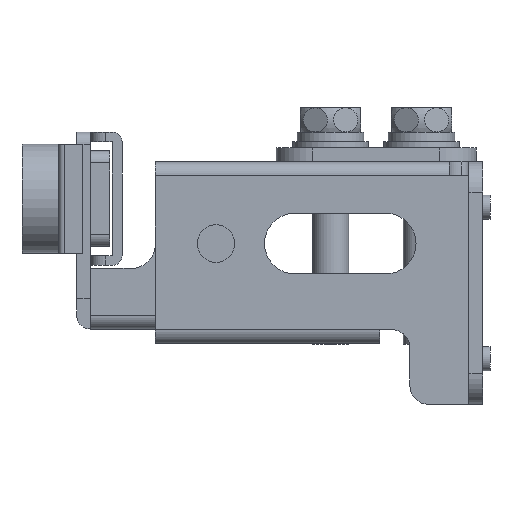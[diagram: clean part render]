
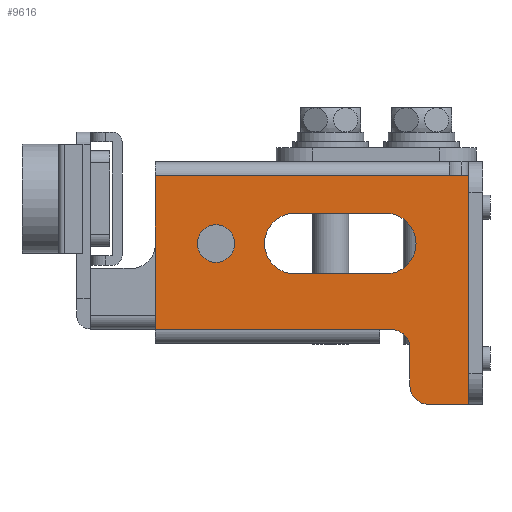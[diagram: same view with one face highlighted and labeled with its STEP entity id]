
A CAD part, left-side view. The second image highlights one B-rep face of the part: STEP entity #9616.
In plain terms, the highlighted planar face has unit normal (-1, 0, 0).
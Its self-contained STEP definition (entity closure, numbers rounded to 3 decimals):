
#102 = AXIS2_PLACEMENT_3D ( 'NONE', #4797, #4798, #4801 ) ;
#454 = EDGE_CURVE ( 'NONE', #6966, #6932, #4072, .T. ) ;
#456 = EDGE_CURVE ( 'NONE', #6970, #6968, #4078, .T. ) ;
#459 = EDGE_CURVE ( 'NONE', #6964, #6958, #1300, .T. ) ;
#464 = EDGE_CURVE ( 'NONE', #6970, #6972, #4102, .T. ) ;
#465 = EDGE_CURVE ( 'NONE', #6974, #6926, #1303, .T. ) ;
#466 = EDGE_CURVE ( 'NONE', #6962, #6964, #4108, .T. ) ;
#467 = EDGE_CURVE ( 'NONE', #6968, #6966, #4111, .T. ) ;
#469 = EDGE_CURVE ( 'NONE', #6958, #6960, #4117, .T. ) ;
#470 = EDGE_CURVE ( 'NONE', #6972, #6974, #4120, .T. ) ;
#531 = EDGE_CURVE ( 'NONE', #6796, #6798, #1319, .T. ) ;
#575 = EDGE_CURVE ( 'NONE', #6924, #6926, #4445, .T. ) ;
#585 = EDGE_CURVE ( 'NONE', #6798, #6796, #1336, .T. ) ;
#614 = EDGE_CURVE ( 'NONE', #6934, #6932, #4562, .T. ) ;
#621 = EDGE_CURVE ( 'NONE', #6956, #6934, #4583, .T. ) ;
#659 = EDGE_CURVE ( 'NONE', #6960, #6962, #1366, .T. ) ;
#688 = EDGE_CURVE ( 'NONE', #6924, #6956, #1380, .T. ) ;
#1300 = CIRCLE ( 'NONE', #9215, 5. ) ;
#1303 = CIRCLE ( 'NONE', #9396, 3. ) ;
#1319 = CIRCLE ( 'NONE', #9223, 3.1 ) ;
#1336 = CIRCLE ( 'NONE', #9373, 3.1 ) ;
#1366 = CIRCLE ( 'NONE', #102, 5. ) ;
#1380 = CIRCLE ( 'NONE', #5547, 3. ) ;
#2584 = ORIENTED_EDGE ( 'NONE', *, *, #469, .T. ) ;
#2585 = ORIENTED_EDGE ( 'NONE', *, *, #585, .T. ) ;
#2586 = ORIENTED_EDGE ( 'NONE', *, *, #531, .T. ) ;
#2587 = ORIENTED_EDGE ( 'NONE', *, *, #466, .T. ) ;
#2588 = ORIENTED_EDGE ( 'NONE', *, *, #659, .T. ) ;
#2589 = ORIENTED_EDGE ( 'NONE', *, *, #459, .T. ) ;
#2590 = ORIENTED_EDGE ( 'NONE', *, *, #621, .T. ) ;
#2591 = ORIENTED_EDGE ( 'NONE', *, *, #688, .T. ) ;
#2592 = ORIENTED_EDGE ( 'NONE', *, *, #575, .F. ) ;
#2593 = ORIENTED_EDGE ( 'NONE', *, *, #454, .F. ) ;
#2594 = ORIENTED_EDGE ( 'NONE', *, *, #614, .T. ) ;
#2595 = ORIENTED_EDGE ( 'NONE', *, *, #456, .F. ) ;
#2596 = ORIENTED_EDGE ( 'NONE', *, *, #467, .F. ) ;
#2597 = ORIENTED_EDGE ( 'NONE', *, *, #464, .T. ) ;
#2598 = ORIENTED_EDGE ( 'NONE', *, *, #470, .T. ) ;
#2599 = ORIENTED_EDGE ( 'NONE', *, *, #465, .T. ) ;
#3629 = EDGE_LOOP ( 'NONE', ( #2585, #2586 ) ) ;
#3630 = EDGE_LOOP ( 'NONE', ( #2584, #2588, #2587, #2589 ) ) ;
#3631 = EDGE_LOOP ( 'NONE', ( #2592, #2591, #2590, #2594, #2593, #2596, #2595, #2597, #2598, #2599 ) ) ;
#4072 = LINE ( 'NONE', #4073, #9394 ) ;
#4073 = CARTESIAN_POINT ( 'NONE',  ( -15., 12., 17.7 ) ) ;
#4074 = DIRECTION ( 'NONE',  ( 0., -1., 0. ) ) ;
#4078 = LINE ( 'NONE', #4079, #9400 ) ;
#4079 = CARTESIAN_POINT ( 'NONE',  ( -15., 54., -7.7 ) ) ;
#4080 = DIRECTION ( 'NONE',  ( 0., 0., 1. ) ) ;
#4086 = CARTESIAN_POINT ( 'NONE',  ( -15., 16., 6.5 ) ) ;
#4087 = DIRECTION ( 'NONE',  ( 1., 0., 0. ) ) ;
#4088 = DIRECTION ( 'NONE',  ( 0., 0., -1. ) ) ;
#4098 = CARTESIAN_POINT ( 'NONE',  ( -15., 15., -10.7 ) ) ;
#4102 = LINE ( 'NONE', #4103, #9398 ) ;
#4103 = CARTESIAN_POINT ( 'NONE',  ( -15., 54., -7.7 ) ) ;
#4104 = DIRECTION ( 'NONE',  ( 0., -1., 0. ) ) ;
#4105 = DIRECTION ( 'NONE',  ( 1., 0., 0. ) ) ;
#4106 = DIRECTION ( 'NONE',  ( 0., 0., -1. ) ) ;
#4108 = LINE ( 'NONE', #4109, #9395 ) ;
#4109 = CARTESIAN_POINT ( 'NONE',  ( -15., 31., 11.5 ) ) ;
#4110 = DIRECTION ( 'NONE',  ( 0., -1., 0. ) ) ;
#4111 = LINE ( 'NONE', #4112, #9216 ) ;
#4112 = CARTESIAN_POINT ( 'NONE',  ( -15., 12., 17.7 ) ) ;
#4113 = DIRECTION ( 'NONE',  ( 0., -1., 0. ) ) ;
#4117 = LINE ( 'NONE', #4118, #9220 ) ;
#4118 = CARTESIAN_POINT ( 'NONE',  ( -15., 31., 1.5 ) ) ;
#4119 = DIRECTION ( 'NONE',  ( 0., 1., 0. ) ) ;
#4120 = LINE ( 'NONE', #4121, #9279 ) ;
#4121 = CARTESIAN_POINT ( 'NONE',  ( -15., 17., -7.7 ) ) ;
#4122 = DIRECTION ( 'NONE',  ( 0., -1., 0. ) ) ;
#4312 = CARTESIAN_POINT ( 'NONE',  ( -15., 44., 6.5 ) ) ;
#4313 = DIRECTION ( 'NONE',  ( 1., 0., 0. ) ) ;
#4314 = DIRECTION ( 'NONE',  ( 0., 0., -1. ) ) ;
#4445 = LINE ( 'NONE', #4446, #9280 ) ;
#4446 = CARTESIAN_POINT ( 'NONE',  ( -15., 12., -20. ) ) ;
#4447 = DIRECTION ( 'NONE',  ( 0., 0., 1. ) ) ;
#4468 = CARTESIAN_POINT ( 'NONE',  ( -15., 44., 6.5 ) ) ;
#4475 = DIRECTION ( 'NONE',  ( 1., 0., 0. ) ) ;
#4476 = DIRECTION ( 'NONE',  ( 0., 0., -1. ) ) ;
#4562 = LINE ( 'NONE', #4563, #9379 ) ;
#4563 = CARTESIAN_POINT ( 'NONE',  ( -15., 2.3, -20. ) ) ;
#4564 = DIRECTION ( 'NONE',  ( 0., 0., 1. ) ) ;
#4583 = LINE ( 'NONE', #4584, #9434 ) ;
#4584 = CARTESIAN_POINT ( 'NONE',  ( -15., 12., -20. ) ) ;
#4585 = DIRECTION ( 'NONE',  ( 0., -1., 0. ) ) ;
#4797 = CARTESIAN_POINT ( 'NONE',  ( -15., 31., 6.5 ) ) ;
#4798 = DIRECTION ( 'NONE',  ( 1., 0., 0. ) ) ;
#4801 = DIRECTION ( 'NONE',  ( 0., 0., -1. ) ) ;
#4966 = CARTESIAN_POINT ( 'NONE',  ( -15., 9., -17. ) ) ;
#4974 = DIRECTION ( 'NONE',  ( -1., 0., 0. ) ) ;
#4977 = DIRECTION ( 'NONE',  ( 0., 0., -1. ) ) ;
#5547 = AXIS2_PLACEMENT_3D ( 'NONE', #4966, #4974, #4977 ) ;
#6003 = FACE_BOUND ( 'NONE', #3629, .T. ) ;
#6008 = FACE_BOUND ( 'NONE', #3630, .T. ) ;
#6010 = FACE_OUTER_BOUND ( 'NONE', #3631, .T. ) ;
#6012 = AXIS2_PLACEMENT_3D ( 'NONE', #7819, #7820, #7821 ) ;
#6796 = VERTEX_POINT ( 'NONE', #7089 ) ;
#6798 = VERTEX_POINT ( 'NONE', #7091 ) ;
#6924 = VERTEX_POINT ( 'NONE', #7181 ) ;
#6926 = VERTEX_POINT ( 'NONE', #7182 ) ;
#6932 = VERTEX_POINT ( 'NONE', #7185 ) ;
#6934 = VERTEX_POINT ( 'NONE', #7186 ) ;
#6956 = VERTEX_POINT ( 'NONE', #7197 ) ;
#6958 = VERTEX_POINT ( 'NONE', #7198 ) ;
#6960 = VERTEX_POINT ( 'NONE', #7199 ) ;
#6962 = VERTEX_POINT ( 'NONE', #7200 ) ;
#6964 = VERTEX_POINT ( 'NONE', #7201 ) ;
#6966 = VERTEX_POINT ( 'NONE', #7202 ) ;
#6968 = VERTEX_POINT ( 'NONE', #7203 ) ;
#6970 = VERTEX_POINT ( 'NONE', #7204 ) ;
#6972 = VERTEX_POINT ( 'NONE', #7205 ) ;
#6974 = VERTEX_POINT ( 'NONE', #7206 ) ;
#7089 = CARTESIAN_POINT ( 'NONE',  ( -15., 44., 9.6 ) ) ;
#7091 = CARTESIAN_POINT ( 'NONE',  ( -15., 44., 3.4 ) ) ;
#7181 = CARTESIAN_POINT ( 'NONE',  ( -15., 12., -17. ) ) ;
#7182 = CARTESIAN_POINT ( 'NONE',  ( -15., 12., -10.7 ) ) ;
#7185 = CARTESIAN_POINT ( 'NONE',  ( -15., 2.3, 17.7 ) ) ;
#7186 = CARTESIAN_POINT ( 'NONE',  ( -15., 2.3, -20. ) ) ;
#7197 = CARTESIAN_POINT ( 'NONE',  ( -15., 9., -20. ) ) ;
#7198 = CARTESIAN_POINT ( 'NONE',  ( -15., 16., 1.5 ) ) ;
#7199 = CARTESIAN_POINT ( 'NONE',  ( -15., 31., 1.5 ) ) ;
#7200 = CARTESIAN_POINT ( 'NONE',  ( -15., 31., 11.5 ) ) ;
#7201 = CARTESIAN_POINT ( 'NONE',  ( -15., 16., 11.5 ) ) ;
#7202 = CARTESIAN_POINT ( 'NONE',  ( -15., 5.5, 17.7 ) ) ;
#7203 = CARTESIAN_POINT ( 'NONE',  ( -15., 54., 17.7 ) ) ;
#7204 = CARTESIAN_POINT ( 'NONE',  ( -15., 54., -7.7 ) ) ;
#7205 = CARTESIAN_POINT ( 'NONE',  ( -15., 17., -7.7 ) ) ;
#7206 = CARTESIAN_POINT ( 'NONE',  ( -15., 15., -7.7 ) ) ;
#7818 = PLANE ( 'NONE',  #6012 ) ;
#7819 = CARTESIAN_POINT ( 'NONE',  ( -15., 12., -20. ) ) ;
#7820 = DIRECTION ( 'NONE',  ( 1., 0., 0. ) ) ;
#7821 = DIRECTION ( 'NONE',  ( 0., 0., -1. ) ) ;
#9215 = AXIS2_PLACEMENT_3D ( 'NONE', #4086, #4087, #4088 ) ;
#9216 = VECTOR ( 'NONE', #4113, 1000. ) ;
#9220 = VECTOR ( 'NONE', #4119, 1000. ) ;
#9223 = AXIS2_PLACEMENT_3D ( 'NONE', #4312, #4313, #4314 ) ;
#9279 = VECTOR ( 'NONE', #4122, 1000. ) ;
#9280 = VECTOR ( 'NONE', #4447, 1000. ) ;
#9373 = AXIS2_PLACEMENT_3D ( 'NONE', #4468, #4475, #4476 ) ;
#9379 = VECTOR ( 'NONE', #4564, 1000. ) ;
#9394 = VECTOR ( 'NONE', #4074, 1000. ) ;
#9395 = VECTOR ( 'NONE', #4110, 1000. ) ;
#9396 = AXIS2_PLACEMENT_3D ( 'NONE', #4098, #4105, #4106 ) ;
#9398 = VECTOR ( 'NONE', #4104, 1000. ) ;
#9400 = VECTOR ( 'NONE', #4080, 1000. ) ;
#9434 = VECTOR ( 'NONE', #4585, 1000. ) ;
#9616 = ADVANCED_FACE ( 'NONE', ( #6003, #6008, #6010 ), #7818, .F. ) ;
